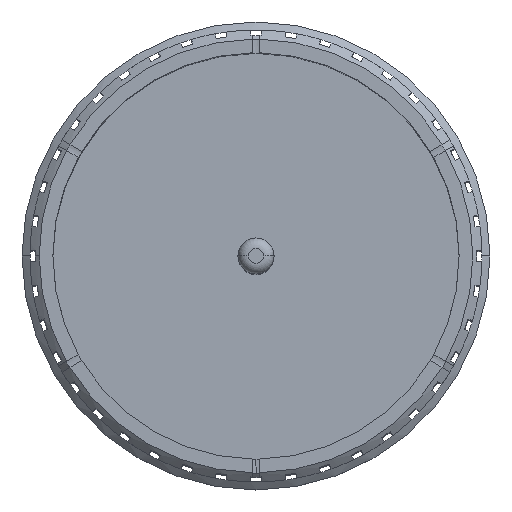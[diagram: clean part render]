
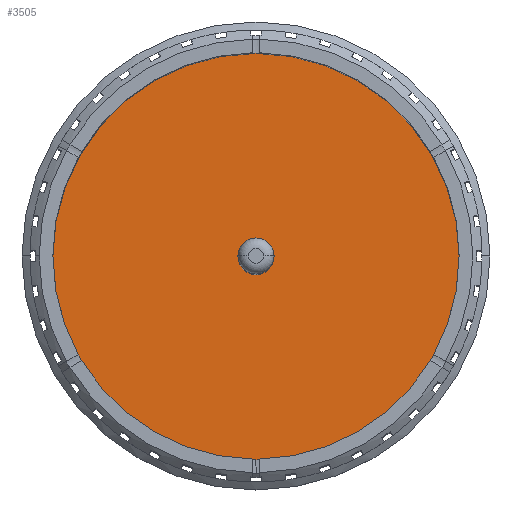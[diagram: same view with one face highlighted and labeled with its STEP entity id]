
A CAD part, top view. The second image highlights one B-rep face of the part: STEP entity #3505.
In plain terms, the highlighted planar face has unit normal (0, 0, 1).
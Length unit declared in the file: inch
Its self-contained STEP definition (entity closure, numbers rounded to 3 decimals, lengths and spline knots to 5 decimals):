
#2262 = EDGE_CURVE ( 'NONE', #7043, #9676, #17836, .T. ) ;
#2522 = AXIS2_PLACEMENT_3D ( 'NONE', #18943, #16006, #7126 ) ;
#2598 = AXIS2_PLACEMENT_3D ( 'NONE', #11538, #11828, #16341 ) ;
#3380 = EDGE_LOOP ( 'NONE', ( #5229, #12835 ) ) ;
#3505 = ADVANCED_FACE ( 'NONE', ( #6764, #12988 ), #12700, .T. ) ;
#3865 = CIRCLE ( 'NONE', #2598, 0.19197 ) ;
#5229 = ORIENTED_EDGE ( 'NONE', *, *, #18305, .T. ) ;
#5708 = CIRCLE ( 'NONE', #7590, 0.01705 ) ;
#6016 = AXIS2_PLACEMENT_3D ( 'NONE', #15440, #11224, #7044 ) ;
#6764 = FACE_BOUND ( 'NONE', #15975, .T. ) ;
#7043 = VERTEX_POINT ( 'NONE', #17137 ) ;
#7044 = DIRECTION ( 'NONE',  ( 1., 0., 0. ) ) ;
#7126 = DIRECTION ( 'NONE',  ( 1., 0., 0. ) ) ;
#7590 = AXIS2_PLACEMENT_3D ( 'NONE', #18441, #11112, #17075 ) ;
#8278 = VERTEX_POINT ( 'NONE', #16873 ) ;
#9127 = AXIS2_PLACEMENT_3D ( 'NONE', #16122, #18764, #14364 ) ;
#9676 = VERTEX_POINT ( 'NONE', #13149 ) ;
#9683 = ORIENTED_EDGE ( 'NONE', *, *, #2262, .F. ) ;
#9769 = CIRCLE ( 'NONE', #6016, 0.19197 ) ;
#11112 = DIRECTION ( 'NONE',  ( 0., 0., 1. ) ) ;
#11224 = DIRECTION ( 'NONE',  ( 0., 0., 1. ) ) ;
#11538 = CARTESIAN_POINT ( 'NONE',  ( 0., 0., 0.197 ) ) ;
#11828 = DIRECTION ( 'NONE',  ( 0., 0., 1. ) ) ;
#12700 = PLANE ( 'NONE',  #9127 ) ;
#12835 = ORIENTED_EDGE ( 'NONE', *, *, #16992, .T. ) ;
#12988 = FACE_OUTER_BOUND ( 'NONE', #3380, .T. ) ;
#13149 = CARTESIAN_POINT ( 'NONE',  ( -0.01705, 0., 0.197 ) ) ;
#13763 = VERTEX_POINT ( 'NONE', #18957 ) ;
#14364 = DIRECTION ( 'NONE',  ( 1., 0., 0. ) ) ;
#15440 = CARTESIAN_POINT ( 'NONE',  ( 0., 0., 0.197 ) ) ;
#15975 = EDGE_LOOP ( 'NONE', ( #18337, #9683 ) ) ;
#16006 = DIRECTION ( 'NONE',  ( 0., 0., 1. ) ) ;
#16122 = CARTESIAN_POINT ( 'NONE',  ( 0., 0., 0.197 ) ) ;
#16341 = DIRECTION ( 'NONE',  ( 1., 0., 0. ) ) ;
#16873 = CARTESIAN_POINT ( 'NONE',  ( -0.19197, 0., 0.197 ) ) ;
#16992 = EDGE_CURVE ( 'NONE', #8278, #13763, #9769, .T. ) ;
#17075 = DIRECTION ( 'NONE',  ( 1., 0., 0. ) ) ;
#17137 = CARTESIAN_POINT ( 'NONE',  ( 0.01705, 0., 0.197 ) ) ;
#17143 = EDGE_CURVE ( 'NONE', #9676, #7043, #5708, .T. ) ;
#17836 = CIRCLE ( 'NONE', #2522, 0.01705 ) ;
#18305 = EDGE_CURVE ( 'NONE', #13763, #8278, #3865, .T. ) ;
#18337 = ORIENTED_EDGE ( 'NONE', *, *, #17143, .F. ) ;
#18441 = CARTESIAN_POINT ( 'NONE',  ( 0., 0., 0.197 ) ) ;
#18764 = DIRECTION ( 'NONE',  ( 0., 0., 1. ) ) ;
#18943 = CARTESIAN_POINT ( 'NONE',  ( 0., 0., 0.197 ) ) ;
#18957 = CARTESIAN_POINT ( 'NONE',  ( 0.19197, 0., 0.197 ) ) ;
